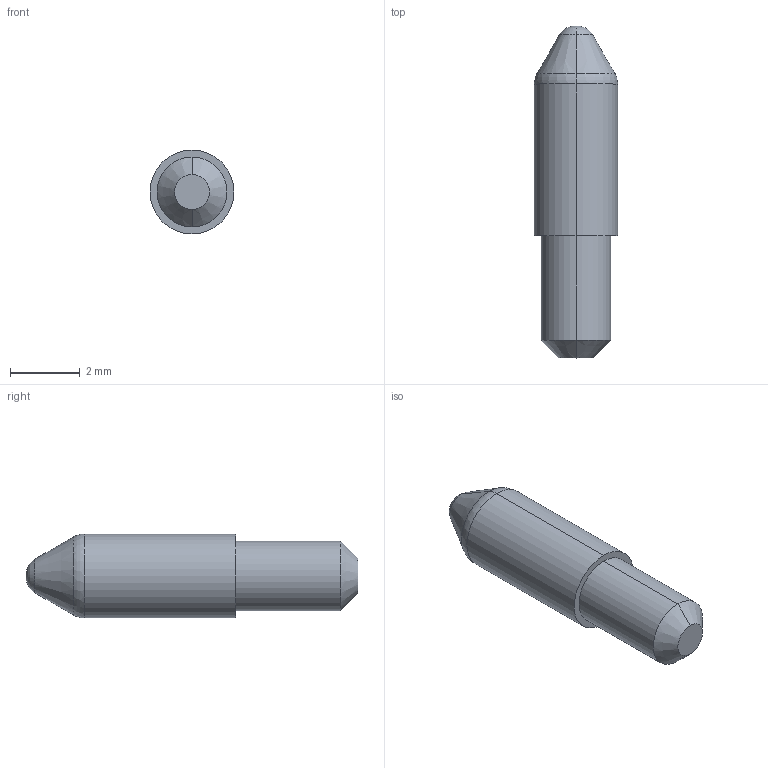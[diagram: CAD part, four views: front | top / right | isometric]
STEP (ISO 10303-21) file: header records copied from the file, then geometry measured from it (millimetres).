
FILE_DESCRIPTION (( 'STEP AP203' ), '1' );
FILE_NAME ('INGUN_53306.STEP', '2023-05-05T07:48:53', ( '' ), ( '' ), 'SwSTEP 2.0', 'SolidWorks 2021', '' );
FILE_SCHEMA (( 'CONFIG_CONTROL_DESIGN' ));
Length unit declared in the file: millimetre
Products named in the file (1): INGUN_53306
Bounding box: 2.4 x 9.5 x 2.4 mm (x, y, z)
Volume: 33.8 mm3; surface area: 67.9 mm2
Topology: 2 solids, 2 shells, 20 faces, 37 edges, 22 vertices
Faces by surface type: cylinder 6, plane 6, torus 4, cone 4
Entity records: 576 total; most frequent: DIRECTION 103, CARTESIAN_POINT 80, ORIENTED_EDGE 74, AXIS2_PLACEMENT_3D 45, EDGE_CURVE 37, CIRCLE 24, VERTEX_POINT 22, EDGE_LOOP 21
